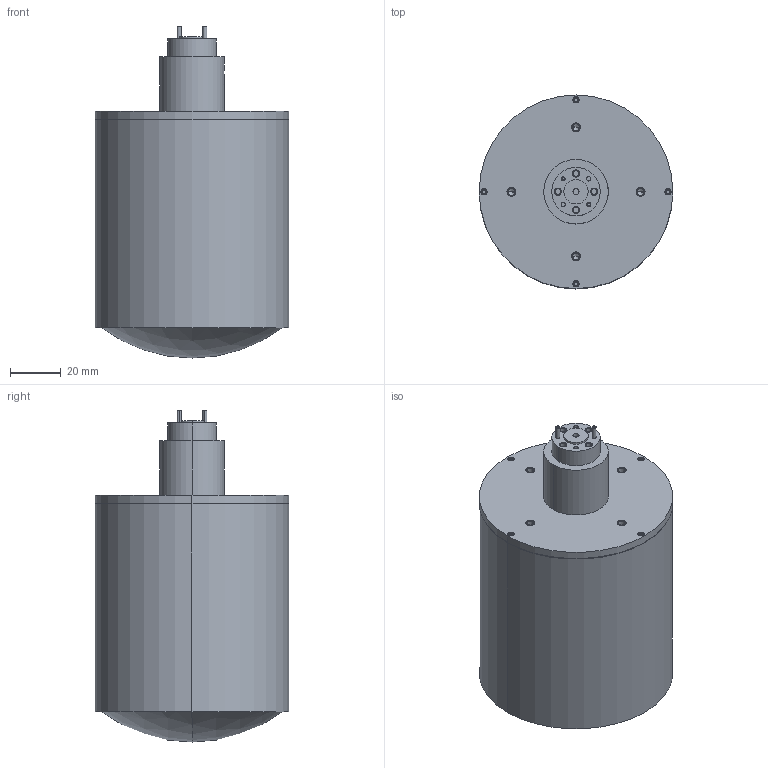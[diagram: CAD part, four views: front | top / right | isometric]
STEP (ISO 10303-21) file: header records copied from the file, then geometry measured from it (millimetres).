
FILE_DESCRIPTION (( 'STEP AP214' ), '1' );
FILE_NAME ('PEWAN1083-FMWAN1083.step', '2021-05-25T15:55:55', ( '' ), ( '' ), 'SwSTEP 2.0', 'SolidWorks 2020', '' );
FILE_SCHEMA (( 'AUTOMOTIVE_DESIGN' ));
Length unit declared in the file: inch
Products named in the file (1): PEWAN1083-FMWAN1083
Bounding box: 76.2 x 76.2 x 130.63 mm (x, y, z)
Volume: 425260.6 mm3; surface area: 33116.8 mm2
Topology: 5 solids, 5 shells, 383 faces, 925 edges, 587 vertices
Faces by surface type: cylinder 236, plane 73, cone 64, bspline 8, sphere 2
Entity records: 15343 total; most frequent: CARTESIAN_POINT 7170, ORIENTED_EDGE 1834, DIRECTION 1537, EDGE_CURVE 917, AXIS2_PLACEMENT_3D 610, VERTEX_POINT 587, EDGE_LOOP 426, ADVANCED_FACE 383
